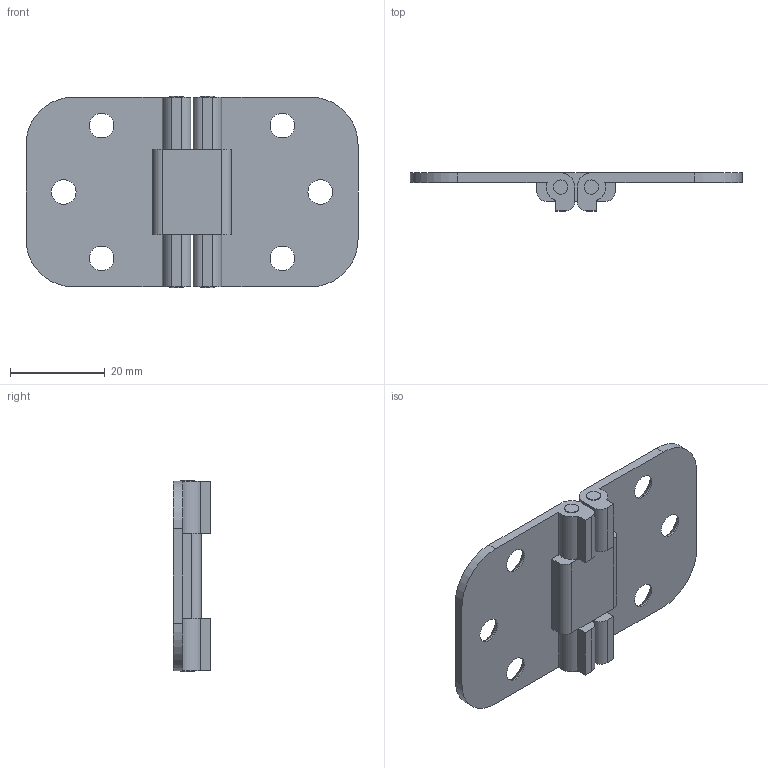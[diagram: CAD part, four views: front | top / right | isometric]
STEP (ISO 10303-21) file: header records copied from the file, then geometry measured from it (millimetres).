
FILE_DESCRIPTION (( 'STEP AP203' ), '1' );
FILE_NAME ('B-213-2A-Cr.STEP', '2011-10-11T02:11:30', ( '' ), ( '' ), 'SwSTEP 2.0', 'SolidWorks 2011', '' );
FILE_SCHEMA (( 'CONFIG_CONTROL_DESIGN' ));
Length unit declared in the file: millimetre
Products named in the file (4): B-213-2A-Cr; B-213-2A-Cr僗僩僢僷乕_; B-213-2A-Cr僔儍僼僩_; B-213-2A-Cr僸儞僕_
Assembly tree (5 placements, depth 2):
  B-213-2A-Cr
    B-213-2A-Cr僗僩僢僷乕_
    B-213-2A-Cr僔儍僼僩_  x2
    B-213-2A-Cr僸儞僕_  x2
Bounding box: 70 x 8 x 40.3 mm (x, y, z)
Volume: 7243.5 mm3; surface area: 8402 mm2
Topology: 5 solids, 5 shells, 104 faces, 268 edges, 174 vertices
Faces by surface type: cylinder 46, plane 46, cone 12
Entity records: 2347 total; most frequent: DIRECTION 349, CARTESIAN_POINT 324, ORIENTED_EDGE 310, EDGE_CURVE 155, AXIS2_PLACEMENT_3D 126, VERTEX_POINT 101, LINE 97, VECTOR 97
